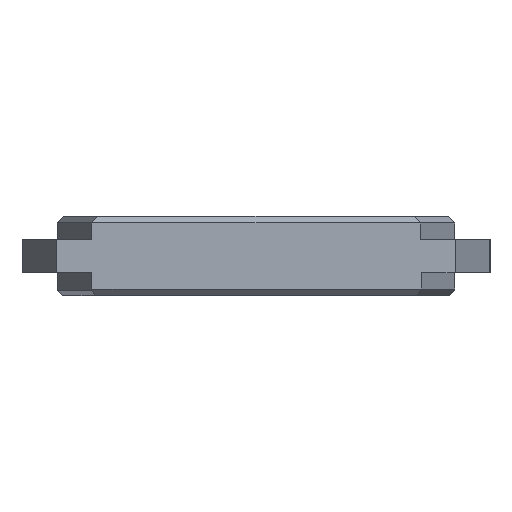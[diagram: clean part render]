
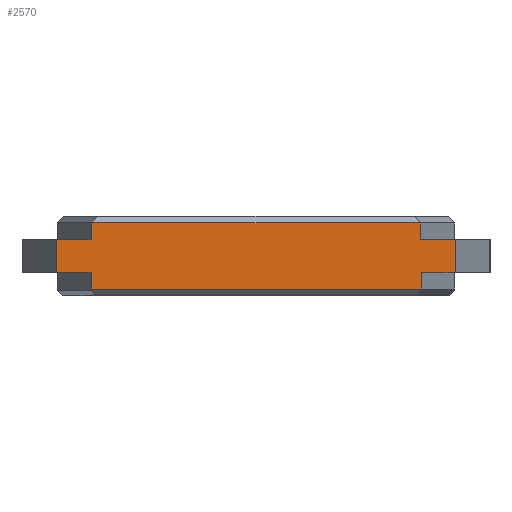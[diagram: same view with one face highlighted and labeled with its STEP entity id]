
A CAD part, left-side view. The second image highlights one B-rep face of the part: STEP entity #2570.
In plain terms, the highlighted planar face has unit normal (-1, 0, 0).
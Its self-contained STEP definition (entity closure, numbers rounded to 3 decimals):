
#2146=CARTESIAN_POINT('',(28.034,44.705,60.15));
#2147=VERTEX_POINT('',#2146);
#2154=CARTESIAN_POINT('',(28.034,42.043,60.15));
#2155=VERTEX_POINT('',#2154);
#2156=CARTESIAN_POINT('',(28.034,44.705,60.15));
#2157=DIRECTION('',(0.,-1.,0.));
#2158=VECTOR('',#2157,2.662);
#2159=LINE('',#2156,#2158);
#2160=EDGE_CURVE('',#2147,#2155,#2159,.T.);
#2264=CARTESIAN_POINT('',(28.034,72.198,60.15));
#2265=VERTEX_POINT('',#2264);
#2272=CARTESIAN_POINT('',(28.034,69.537,60.15));
#2273=VERTEX_POINT('',#2272);
#2274=CARTESIAN_POINT('',(28.034,72.198,60.15));
#2275=DIRECTION('',(0.,-1.,0.));
#2276=VECTOR('',#2275,2.662);
#2277=LINE('',#2274,#2276);
#2278=EDGE_CURVE('',#2265,#2273,#2277,.T.);
#2366=CARTESIAN_POINT('',(28.034,42.043,57.65));
#2367=VERTEX_POINT('',#2366);
#2374=CARTESIAN_POINT('',(28.034,44.6,57.65));
#2375=VERTEX_POINT('',#2374);
#2376=CARTESIAN_POINT('',(28.034,44.6,57.65));
#2377=DIRECTION('',(0.,-1.,0.));
#2378=VECTOR('',#2377,2.557);
#2379=LINE('',#2376,#2378);
#2380=EDGE_CURVE('',#2375,#2367,#2379,.T.);
#2470=CARTESIAN_POINT('',(28.034,69.537,57.65));
#2471=VERTEX_POINT('',#2470);
#2478=CARTESIAN_POINT('',(28.034,72.198,57.65));
#2479=VERTEX_POINT('',#2478);
#2480=CARTESIAN_POINT('',(28.034,72.198,57.65));
#2481=DIRECTION('',(0.,-1.,0.));
#2482=VECTOR('',#2481,2.662);
#2483=LINE('',#2480,#2482);
#2484=EDGE_CURVE('',#2479,#2471,#2483,.T.);
#2503=CARTESIAN_POINT('',(28.034,43.301,57.4));
#2504=DIRECTION('',(-1.,-0.,0.));
#2505=DIRECTION('',(0.,-1.,0.));
#2506=AXIS2_PLACEMENT_3D('',#2503,#2504,#2505);
#2507=PLANE('',#2506);
#2508=CARTESIAN_POINT('',(28.034,44.705,61.4));
#2509=VERTEX_POINT('',#2508);
#2510=CARTESIAN_POINT('',(28.034,44.705,61.4));
#2511=DIRECTION('',(0.,0.,-1.));
#2512=VECTOR('',#2511,1.25);
#2513=LINE('',#2510,#2512);
#2514=EDGE_CURVE('',#2509,#2147,#2513,.T.);
#2515=ORIENTED_EDGE('',*,*,#2514,.F.);
#2516=CARTESIAN_POINT('',(28.034,69.537,61.4));
#2517=VERTEX_POINT('',#2516);
#2518=CARTESIAN_POINT('',(28.034,44.705,61.4));
#2519=DIRECTION('',(-0.,1.,0.));
#2520=VECTOR('',#2519,24.832);
#2521=LINE('',#2518,#2520);
#2522=EDGE_CURVE('',#2509,#2517,#2521,.T.);
#2523=ORIENTED_EDGE('',*,*,#2522,.T.);
#2524=CARTESIAN_POINT('',(28.034,69.537,61.4));
#2525=DIRECTION('',(0.,0.,-1.));
#2526=VECTOR('',#2525,1.25);
#2527=LINE('',#2524,#2526);
#2528=EDGE_CURVE('',#2517,#2273,#2527,.T.);
#2529=ORIENTED_EDGE('',*,*,#2528,.T.);
#2530=ORIENTED_EDGE('',*,*,#2278,.F.);
#2531=CARTESIAN_POINT('',(28.034,72.198,57.65));
#2532=DIRECTION('',(0.,0.,1.));
#2533=VECTOR('',#2532,2.5);
#2534=LINE('',#2531,#2533);
#2535=EDGE_CURVE('',#2479,#2265,#2534,.T.);
#2536=ORIENTED_EDGE('',*,*,#2535,.F.);
#2537=ORIENTED_EDGE('',*,*,#2484,.T.);
#2538=CARTESIAN_POINT('',(28.034,69.537,56.4));
#2539=VERTEX_POINT('',#2538);
#2540=CARTESIAN_POINT('',(28.034,69.537,56.4));
#2541=DIRECTION('',(0.,0.,1.));
#2542=VECTOR('',#2541,1.25);
#2543=LINE('',#2540,#2542);
#2544=EDGE_CURVE('',#2539,#2471,#2543,.T.);
#2545=ORIENTED_EDGE('',*,*,#2544,.F.);
#2546=CARTESIAN_POINT('',(28.034,44.6,56.4));
#2547=VERTEX_POINT('',#2546);
#2548=CARTESIAN_POINT('',(28.034,69.537,56.4));
#2549=DIRECTION('',(0.,-1.,0.));
#2550=VECTOR('',#2549,24.937);
#2551=LINE('',#2548,#2550);
#2552=EDGE_CURVE('',#2539,#2547,#2551,.T.);
#2553=ORIENTED_EDGE('',*,*,#2552,.T.);
#2554=CARTESIAN_POINT('',(28.034,44.6,56.4));
#2555=DIRECTION('',(0.,0.,1.));
#2556=VECTOR('',#2555,1.25);
#2557=LINE('',#2554,#2556);
#2558=EDGE_CURVE('',#2547,#2375,#2557,.T.);
#2559=ORIENTED_EDGE('',*,*,#2558,.T.);
#2560=ORIENTED_EDGE('',*,*,#2380,.T.);
#2561=CARTESIAN_POINT('',(28.034,42.043,57.65));
#2562=DIRECTION('',(0.,0.,1.));
#2563=VECTOR('',#2562,2.5);
#2564=LINE('',#2561,#2563);
#2565=EDGE_CURVE('',#2367,#2155,#2564,.T.);
#2566=ORIENTED_EDGE('',*,*,#2565,.T.);
#2567=ORIENTED_EDGE('',*,*,#2160,.F.);
#2568=EDGE_LOOP('',(#2515,#2523,#2529,#2530,#2536,#2537,#2545,#2553,#2559,#2560,#2566,#2567));
#2569=FACE_BOUND('',#2568,.T.);
#2570=ADVANCED_FACE('',(#2569),#2507,.T.);
